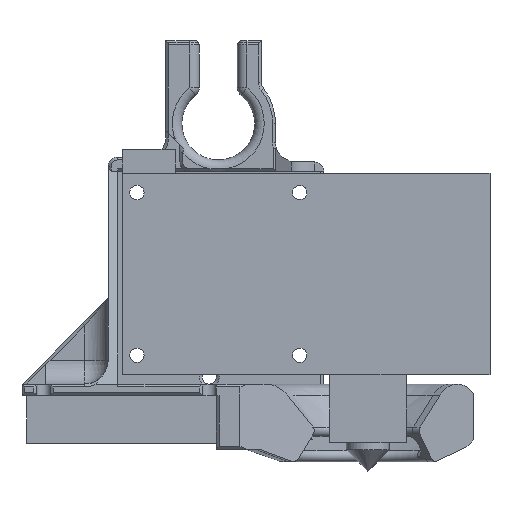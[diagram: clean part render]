
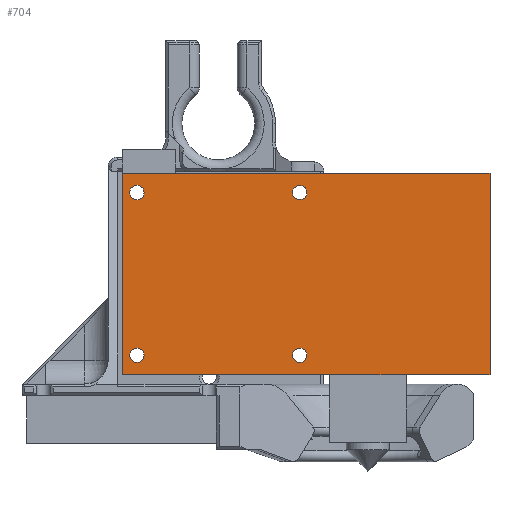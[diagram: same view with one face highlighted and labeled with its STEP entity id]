
A CAD part, left-side view. The second image highlights one B-rep face of the part: STEP entity #704.
In plain terms, the highlighted planar face has unit normal (-1, 0, 0).
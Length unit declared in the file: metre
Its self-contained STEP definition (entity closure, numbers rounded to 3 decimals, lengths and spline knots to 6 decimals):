
#704 = ADVANCED_FACE( '', ( #1542, #1543, #1544, #1545, #1546 ), #1547, .F. );
#1542 = FACE_OUTER_BOUND( '', #3830, .T. );
#1543 = FACE_BOUND( '', #3831, .T. );
#1544 = FACE_BOUND( '', #3832, .T. );
#1545 = FACE_BOUND( '', #3833, .T. );
#1546 = FACE_BOUND( '', #3834, .T. );
#1547 = PLANE( '', #3835 );
#3830 = EDGE_LOOP( '', ( #6752, #6753, #6754, #6755, #6756, #6757 ) );
#3831 = EDGE_LOOP( '', ( #6758 ) );
#3832 = EDGE_LOOP( '', ( #6759 ) );
#3833 = EDGE_LOOP( '', ( #6760 ) );
#3834 = EDGE_LOOP( '', ( #6761 ) );
#3835 = AXIS2_PLACEMENT_3D( '', #6762, #6763, #6764 );
#6752 = ORIENTED_EDGE( '', *, *, #8394, .T. );
#6753 = ORIENTED_EDGE( '', *, *, #8249, .T. );
#6754 = ORIENTED_EDGE( '', *, *, #7619, .T. );
#6755 = ORIENTED_EDGE( '', *, *, #8252, .T. );
#6756 = ORIENTED_EDGE( '', *, *, #7966, .F. );
#6757 = ORIENTED_EDGE( '', *, *, #8079, .F. );
#6758 = ORIENTED_EDGE( '', *, *, #8395, .T. );
#6759 = ORIENTED_EDGE( '', *, *, #7879, .T. );
#6760 = ORIENTED_EDGE( '', *, *, #8396, .T. );
#6761 = ORIENTED_EDGE( '', *, *, #8397, .T. );
#6762 = CARTESIAN_POINT( '', ( -0.0151, 0.012875, 0.03835 ) );
#6763 = DIRECTION( '', ( 1., 0., 0. ) );
#6764 = DIRECTION( '', ( 0., 1., 0. ) );
#7619 = EDGE_CURVE( '', #8620, #8621, #8622, .T. );
#7879 = EDGE_CURVE( '', #9071, #9071, #9072, .T. );
#7966 = EDGE_CURVE( '', #9209, #9211, #9212, .T. );
#8079 = EDGE_CURVE( '', #9368, #9209, #9370, .T. );
#8249 = EDGE_CURVE( '', #9606, #8620, #9607, .T. );
#8252 = EDGE_CURVE( '', #8621, #9211, #9611, .T. );
#8394 = EDGE_CURVE( '', #9368, #9606, #9795, .T. );
#8395 = EDGE_CURVE( '', #9796, #9796, #9797, .T. );
#8396 = EDGE_CURVE( '', #9798, #9798, #9799, .T. );
#8397 = EDGE_CURVE( '', #9800, #9800, #9801, .T. );
#8620 = VERTEX_POINT( '', #10167 );
#8621 = VERTEX_POINT( '', #10168 );
#8622 = LINE( '', #10169, #10170 );
#9071 = VERTEX_POINT( '', #11376 );
#9072 = CIRCLE( '', #11377, 0.0015 );
#9209 = VERTEX_POINT( '', #11618 );
#9211 = VERTEX_POINT( '', #11621 );
#9212 = LINE( '', #11622, #11623 );
#9368 = VERTEX_POINT( '', #11969 );
#9370 = LINE( '', #11972, #11973 );
#9606 = VERTEX_POINT( '', #12399 );
#9607 = LINE( '', #12400, #12401 );
#9611 = LINE( '', #12407, #12408 );
#9795 = LINE( '', #12732, #12733 );
#9796 = VERTEX_POINT( '', #12734 );
#9797 = CIRCLE( '', #12735, 0.0015 );
#9798 = VERTEX_POINT( '', #12736 );
#9799 = CIRCLE( '', #12737, 0.0015 );
#9800 = VERTEX_POINT( '', #12738 );
#9801 = CIRCLE( '', #12739, 0.0015 );
#10167 = CARTESIAN_POINT( '', ( -0.0151, 0.008, 0.0202 ) );
#10168 = CARTESIAN_POINT( '', ( -0.0151, -0.008, 0.0202 ) );
#10169 = CARTESIAN_POINT( '', ( -0.0151, 0.012875, 0.0202 ) );
#10170 = VECTOR( '', #13385, 1. );
#11376 = CARTESIAN_POINT( '', ( -0.0151, 0.04825, 0.0227 ) );
#11377 = AXIS2_PLACEMENT_3D( '', #13691, #13692, #13693 );
#11618 = CARTESIAN_POINT( '', ( -0.0151, -0.0255, 0.0622 ) );
#11621 = CARTESIAN_POINT( '', ( -0.0151, -0.0255, 0.0202 ) );
#11622 = CARTESIAN_POINT( '', ( -0.0151, -0.0255, 0.0412 ) );
#11623 = VECTOR( '', #13795, 1. );
#11969 = CARTESIAN_POINT( '', ( -0.0151, 0.05125, 0.0622 ) );
#11972 = CARTESIAN_POINT( '', ( -0.0151, 0.012875, 0.0622 ) );
#11973 = VECTOR( '', #13910, 1. );
#12399 = CARTESIAN_POINT( '', ( -0.0151, 0.05125, 0.0202 ) );
#12400 = CARTESIAN_POINT( '', ( -0.0151, 0.012875, 0.0202 ) );
#12401 = VECTOR( '', #14086, 1. );
#12407 = CARTESIAN_POINT( '', ( -0.0151, 0.012875, 0.0202 ) );
#12408 = VECTOR( '', #14089, 1. );
#12732 = CARTESIAN_POINT( '', ( -0.0151, 0.05125, 0.0412 ) );
#12733 = VECTOR( '', #14241, 1. );
#12734 = CARTESIAN_POINT( '', ( -0.0151, 0.04825, 0.0567 ) );
#12735 = AXIS2_PLACEMENT_3D( '', #14242, #14243, #14244 );
#12736 = CARTESIAN_POINT( '', ( -0.0151, 0.01425, 0.0227 ) );
#12737 = AXIS2_PLACEMENT_3D( '', #14245, #14246, #14247 );
#12738 = CARTESIAN_POINT( '', ( -0.0151, 0.01425, 0.0567 ) );
#12739 = AXIS2_PLACEMENT_3D( '', #14248, #14249, #14250 );
#13385 = DIRECTION( '', ( 0., -1., 0. ) );
#13691 = CARTESIAN_POINT( '', ( -0.0151, 0.04825, 0.0242 ) );
#13692 = DIRECTION( '', ( 1., 0., 0. ) );
#13693 = DIRECTION( '', ( 0., 0., -1. ) );
#13795 = DIRECTION( '', ( 0., 0., -1. ) );
#13910 = DIRECTION( '', ( 0., -1., 0. ) );
#14086 = DIRECTION( '', ( 0., -1., 0. ) );
#14089 = DIRECTION( '', ( 0., -1., 0. ) );
#14241 = DIRECTION( '', ( 0., 0., -1. ) );
#14242 = CARTESIAN_POINT( '', ( -0.0151, 0.04825, 0.0582 ) );
#14243 = DIRECTION( '', ( 1., 0., 0. ) );
#14244 = DIRECTION( '', ( 0., 0., -1. ) );
#14245 = CARTESIAN_POINT( '', ( -0.0151, 0.01425, 0.0242 ) );
#14246 = DIRECTION( '', ( 1., 0., 0. ) );
#14247 = DIRECTION( '', ( 0., 0., -1. ) );
#14248 = CARTESIAN_POINT( '', ( -0.0151, 0.01425, 0.0582 ) );
#14249 = DIRECTION( '', ( 1., 0., 0. ) );
#14250 = DIRECTION( '', ( 0., 0., -1. ) );
